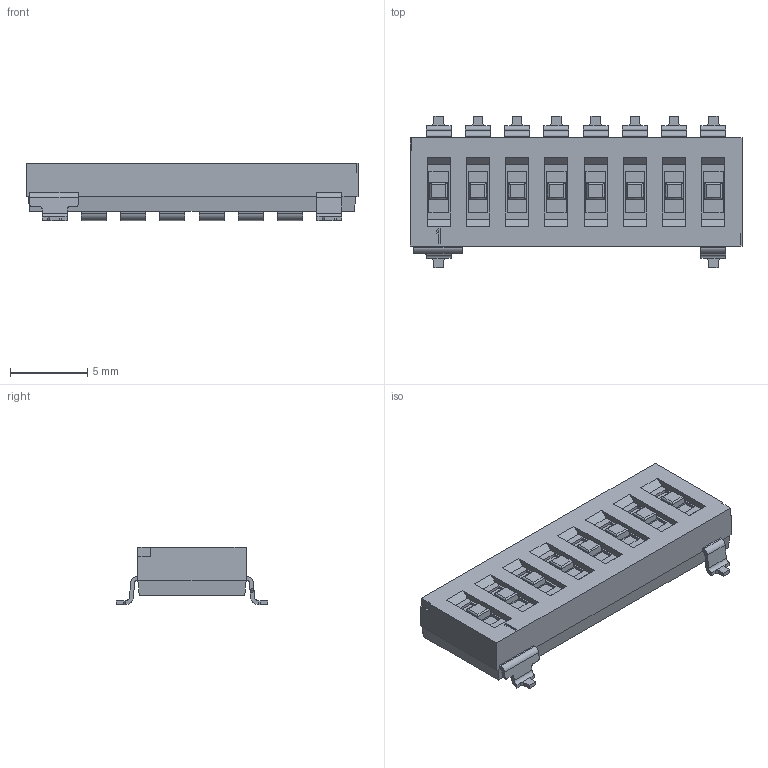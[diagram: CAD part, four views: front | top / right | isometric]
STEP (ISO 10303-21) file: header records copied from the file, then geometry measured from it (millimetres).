
FILE_DESCRIPTION((''),'2;1');
FILE_NAME('C-2-2319747-8','2021-08-13T05:02:56',('workeradm'),('TE Connectivity Ltd.'),'CREO PARAMETRIC BY PTC INC, 2021072','CREO PARAMETRIC BY PTC INC, 2021072','');
FILE_SCHEMA(('AUTOMOTIVE_DESIGN { 1 0 10303 214 1 1 1 1 }'));
Length unit declared in the file: millimetre
Products named in the file (1): C-2-2319747-8
Bounding box: 21.48 x 9.8 x 3.7 mm (x, y, z)
Volume: 452.1 mm3; surface area: 621.5 mm2
Topology: 1 solids, 1 shells, 408 faces, 1015 edges, 634 vertices
Faces by surface type: plane 332, cylinder 76
Entity records: 12447 total; most frequent: CARTESIAN_POINT 2635, ORIENTED_EDGE 2030, DIRECTION 1871, EDGE_CURVE 1015, VECTOR 895, LINE 895, VERTEX_POINT 634, AXIS2_PLACEMENT_3D 488
